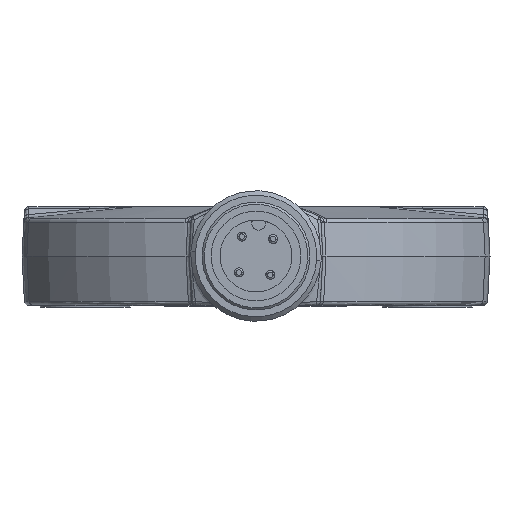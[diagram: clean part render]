
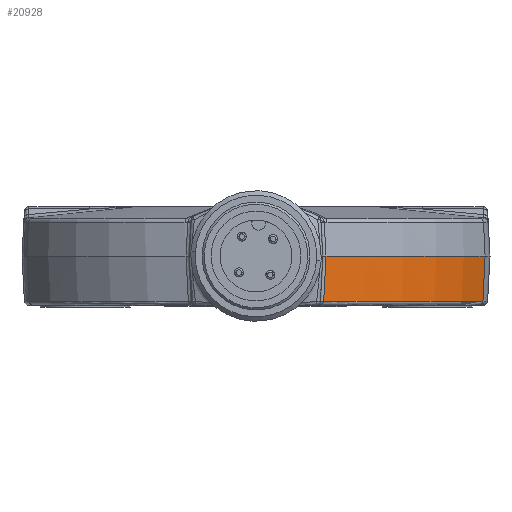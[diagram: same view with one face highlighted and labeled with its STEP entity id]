
A CAD part, front view. The second image highlights one B-rep face of the part: STEP entity #20928.
In plain terms, the highlighted conical face has half-angle 3 degrees and reference radius 28 mm.
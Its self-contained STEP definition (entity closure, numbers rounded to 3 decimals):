
#341 = CARTESIAN_POINT ( 'NONE',  ( 7.656, -26.806, -0.141 ) ) ;
#852 = EDGE_CURVE ( 'NONE', #10013, #14781, #13693, .T. ) ;
#880 = CARTESIAN_POINT ( 'NONE',  ( 25.455, -11.665, 2.2 ) ) ;
#948 = CARTESIAN_POINT ( 'NONE',  ( 25.455, -11.665, 2.2 ) ) ;
#950 = CARTESIAN_POINT ( 'NONE',  ( 0., 0., 2.2 ) ) ;
#993 = FACE_OUTER_BOUND ( 'NONE', #9273, .T. ) ;
#2004 = EDGE_CURVE ( 'NONE', #16890, #3774, #2397, .T. ) ;
#2159 = CARTESIAN_POINT ( 'NONE',  ( 7.517, -26.699, -2.826 ) ) ;
#2249 = AXIS2_PLACEMENT_3D ( 'NONE', #9887, #13517, #2699 ) ;
#2397 = CIRCLE ( 'NONE', #2249, 28. ) ;
#2699 = DIRECTION ( 'NONE',  ( 0., 1., 0. ) ) ;
#2931 = LINE ( 'NONE', #880, #16723 ) ;
#3099 = ORIENTED_EDGE ( 'NONE', *, *, #852, .T. ) ;
#3774 = VERTEX_POINT ( 'NONE', #19361 ) ;
#3910 = CARTESIAN_POINT ( 'NONE',  ( 7.76, -26.885, 1.867 ) ) ;
#3924 = EDGE_CURVE ( 'NONE', #3774, #10013, #20826, .T. ) ;
#4116 = CONICAL_SURFACE ( 'NONE', #14459, 28., 0.052 ) ;
#4587 = DIRECTION ( 'NONE',  ( 0., 0., 1. ) ) ;
#5508 = CARTESIAN_POINT ( 'NONE',  ( 7.777, -26.898, 2.2 ) ) ;
#6175 = CARTESIAN_POINT ( 'NONE',  ( 7.517, -26.699, -2.826 ) ) ;
#7859 = DIRECTION ( 'NONE',  ( -1., 0., 0. ) ) ;
#8204 = CARTESIAN_POINT ( 'NONE',  ( 25.215, -11.555, -2.826 ) ) ;
#8258 = AXIS2_PLACEMENT_3D ( 'NONE', #13017, #10733, #7859 ) ;
#8534 = ORIENTED_EDGE ( 'NONE', *, *, #2004, .T. ) ;
#9273 = EDGE_LOOP ( 'NONE', ( #8534, #11507, #3099, #14589 ) ) ;
#9547 = EDGE_CURVE ( 'NONE', #14781, #16890, #2931, .T. ) ;
#9887 = CARTESIAN_POINT ( 'NONE',  ( 0., 0., 2.2 ) ) ;
#10013 = VERTEX_POINT ( 'NONE', #6175 ) ;
#10733 = DIRECTION ( 'NONE',  ( 0., 0., 1. ) ) ;
#11180 = CARTESIAN_POINT ( 'NONE',  ( 7.725, -26.859, 1.202 ) ) ;
#11507 = ORIENTED_EDGE ( 'NONE', *, *, #3924, .T. ) ;
#12990 = CARTESIAN_POINT ( 'NONE',  ( 7.586, -26.752, -1.483 ) ) ;
#13017 = CARTESIAN_POINT ( 'NONE',  ( 0., 0., -2.826 ) ) ;
#13517 = DIRECTION ( 'NONE',  ( 0., 0., -1. ) ) ;
#13693 = CIRCLE ( 'NONE', #8258, 27.737 ) ;
#14459 = AXIS2_PLACEMENT_3D ( 'NONE', #950, #4587, #20589 ) ;
#14589 = ORIENTED_EDGE ( 'NONE', *, *, #9547, .T. ) ;
#14781 = VERTEX_POINT ( 'NONE', #8204 ) ;
#16723 = VECTOR ( 'NONE', #22387, 1000. ) ;
#16890 = VERTEX_POINT ( 'NONE', #948 ) ;
#19361 = CARTESIAN_POINT ( 'NONE',  ( 7.777, -26.898, 2.2 ) ) ;
#20589 = DIRECTION ( 'NONE',  ( 0., 1., 0. ) ) ;
#20826 = B_SPLINE_CURVE_WITH_KNOTS ( 'NONE', 3,
 ( #5508, #3910, #21858, #11180, #341, #12990, #2159 ),
 .UNSPECIFIED., .F., .F.,
 ( 4, 3, 4 ),
 ( 0., 0.001, 0.005 ),
 .UNSPECIFIED. ) ;
#20928 = ADVANCED_FACE ( 'NONE', ( #993 ), #4116, .T. ) ;
#21858 = CARTESIAN_POINT ( 'NONE',  ( 7.742, -26.872, 1.535 ) ) ;
#22387 = DIRECTION ( 'NONE',  ( 0.048, -0.022, 0.999 ) ) ;
